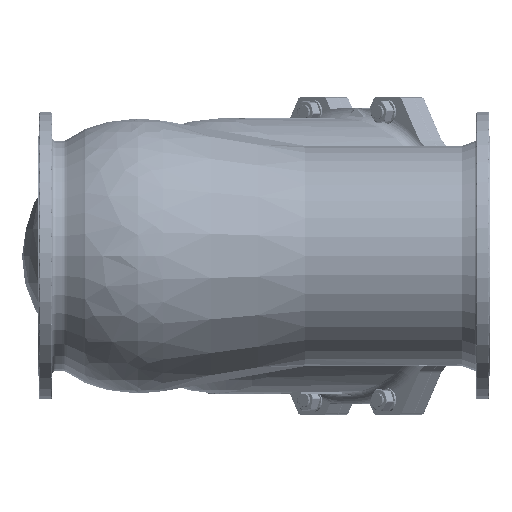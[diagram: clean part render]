
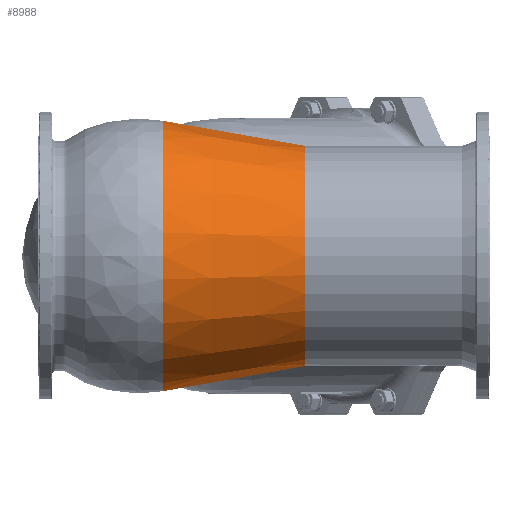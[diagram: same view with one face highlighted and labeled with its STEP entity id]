
A CAD part, front view. The second image highlights one B-rep face of the part: STEP entity #8988.
In plain terms, the highlighted conical face has half-angle 10 degrees and reference radius 268 mm.
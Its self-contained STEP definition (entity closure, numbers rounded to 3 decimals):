
#1884 = VERTEX_POINT ( 'NONE', #3569 ) ;
#2477 = VERTEX_POINT ( 'NONE', #119684 ) ;
#3569 = CARTESIAN_POINT ( 'NONE',  ( 650.71, 0., -268. ) ) ;
#8219 = DIRECTION ( 'NONE',  ( 0., 0., 1. ) ) ;
#8988 = ADVANCED_FACE ( 'NONE', ( #79918 ), #56101, .T. ) ;
#10330 = ORIENTED_EDGE ( 'NONE', *, *, #36122, .F. ) ;
#10834 = CARTESIAN_POINT ( 'NONE',  ( 650.71, 0., -268. ) ) ;
#13268 = VERTEX_POINT ( 'NONE', #63334 ) ;
#15653 = CARTESIAN_POINT ( 'NONE',  ( 304.203, 0., 0. ) ) ;
#16513 = DIRECTION ( 'NONE',  ( -1., 0., 0. ) ) ;
#16862 = AXIS2_PLACEMENT_3D ( 'NONE', #111017, #111896, #80442 ) ;
#21458 = DIRECTION ( 'NONE',  ( -0.985, 0., -0.174 ) ) ;
#21611 = CIRCLE ( 'NONE', #128357, 329.099 ) ;
#24280 = CARTESIAN_POINT ( 'NONE',  ( 304.203, -329.099, 0. ) ) ;
#27733 = CARTESIAN_POINT ( 'NONE',  ( 650.71, 0., 0. ) ) ;
#33830 = ORIENTED_EDGE ( 'NONE', *, *, #62662, .T. ) ;
#36122 = EDGE_CURVE ( 'NONE', #1884, #13268, #120965, .T. ) ;
#47330 = ORIENTED_EDGE ( 'NONE', *, *, #87066, .F. ) ;
#48588 = DIRECTION ( 'NONE',  ( -1., 0., 0. ) ) ;
#50555 = ORIENTED_EDGE ( 'NONE', *, *, #73921, .F. ) ;
#56101 = CONICAL_SURFACE ( 'NONE', #63433, 268., 0.175 ) ;
#56326 = VERTEX_POINT ( 'NONE', #66380 ) ;
#57406 = VECTOR ( 'NONE', #21458, 1000. ) ;
#62662 = EDGE_CURVE ( 'NONE', #2477, #56326, #78094, .T. ) ;
#63334 = CARTESIAN_POINT ( 'NONE',  ( 304.203, 0., -329.099 ) ) ;
#63433 = AXIS2_PLACEMENT_3D ( 'NONE', #27733, #48588, #8219 ) ;
#66380 = CARTESIAN_POINT ( 'NONE',  ( 304.203, 0., 329.099 ) ) ;
#70604 = EDGE_LOOP ( 'NONE', ( #10330, #80947, #33830, #50555, #47330 ) ) ;
#71896 = CARTESIAN_POINT ( 'NONE',  ( 650.71, 0., 268. ) ) ;
#72339 = DIRECTION ( 'NONE',  ( -0.985, 0., 0.174 ) ) ;
#73921 = EDGE_CURVE ( 'NONE', #78668, #56326, #76074, .T. ) ;
#76074 = CIRCLE ( 'NONE', #16862, 329.099 ) ;
#78094 = LINE ( 'NONE', #71896, #89175 ) ;
#78668 = VERTEX_POINT ( 'NONE', #24280 ) ;
#79918 = FACE_OUTER_BOUND ( 'NONE', #70604, .T. ) ;
#80442 = DIRECTION ( 'NONE',  ( 0., 0., 1. ) ) ;
#80947 = ORIENTED_EDGE ( 'NONE', *, *, #123399, .T. ) ;
#83421 = AXIS2_PLACEMENT_3D ( 'NONE', #128552, #108521, #118739 ) ;
#87066 = EDGE_CURVE ( 'NONE', #13268, #78668, #21611, .T. ) ;
#89175 = VECTOR ( 'NONE', #72339, 1000. ) ;
#107071 = DIRECTION ( 'NONE',  ( 0., 0., 1. ) ) ;
#108521 = DIRECTION ( 'NONE',  ( -1., 0., 0. ) ) ;
#111017 = CARTESIAN_POINT ( 'NONE',  ( 304.203, 0., 0. ) ) ;
#111896 = DIRECTION ( 'NONE',  ( -1., 0., 0. ) ) ;
#118739 = DIRECTION ( 'NONE',  ( 0., 0., 1. ) ) ;
#119684 = CARTESIAN_POINT ( 'NONE',  ( 650.71, 0., 268. ) ) ;
#120965 = LINE ( 'NONE', #10834, #57406 ) ;
#122902 = CIRCLE ( 'NONE', #83421, 268. ) ;
#123399 = EDGE_CURVE ( 'NONE', #1884, #2477, #122902, .T. ) ;
#128357 = AXIS2_PLACEMENT_3D ( 'NONE', #15653, #16513, #107071 ) ;
#128552 = CARTESIAN_POINT ( 'NONE',  ( 650.71, 0., 0. ) ) ;
